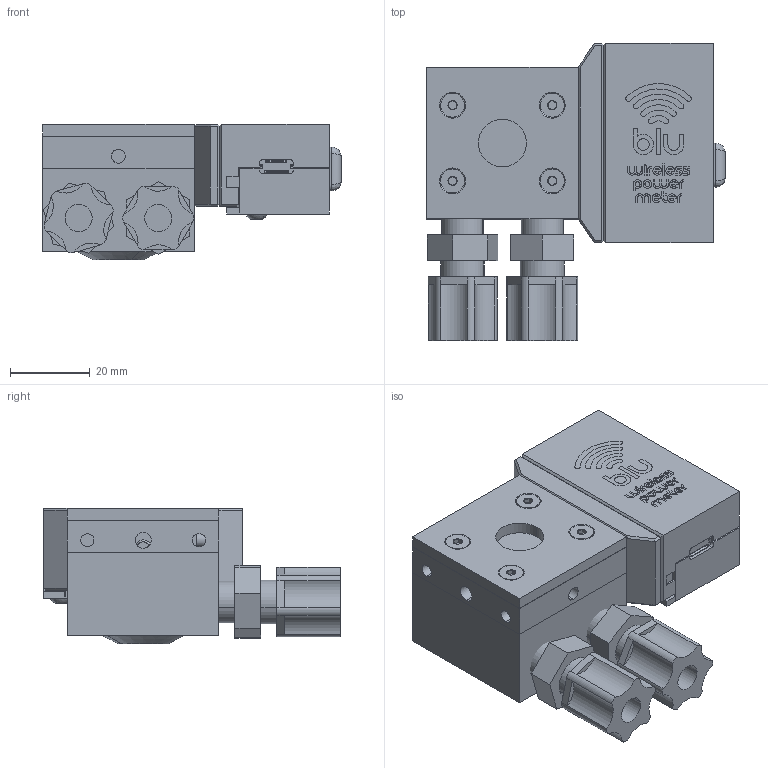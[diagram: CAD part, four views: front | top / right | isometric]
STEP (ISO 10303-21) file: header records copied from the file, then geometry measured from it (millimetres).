
FILE_DESCRIPTION (( 'STEP AP214' ), '1' );
FILE_NAME ('SK-9753 UP12E-70W-H5-BLU.STEP', '2017-11-13T13:50:38', ( '' ), ( '' ), 'SwSTEP 2.0', 'SolidWorks 2016', '' );
FILE_SCHEMA (( 'AUTOMOTIVE_DESIGN' ));
Length unit declared in the file: millimetre
Products named in the file (1): SK-9753 UP12E-70W-H5-BLU
Bounding box: 74.92 x 74.5 x 34.05 mm (x, y, z)
Surface area: 29521.1 mm2 (no closed solid volume)
Topology: 0 solids, 18 shells, 993 faces, 2644 edges, 1725 vertices
Faces by surface type: plane 488, bspline 253, cylinder 171, cone 73, sphere 4, torus 4
Entity records: 46313 total; most frequent: CARTESIAN_POINT 12343, ORIENTED_EDGE 5160, DIRECTION 3937, EDGE_CURVE 2636, VERTEX_POINT 1725, VECTOR 1563, LINE 1563, AXIS2_PLACEMENT_3D 1187
